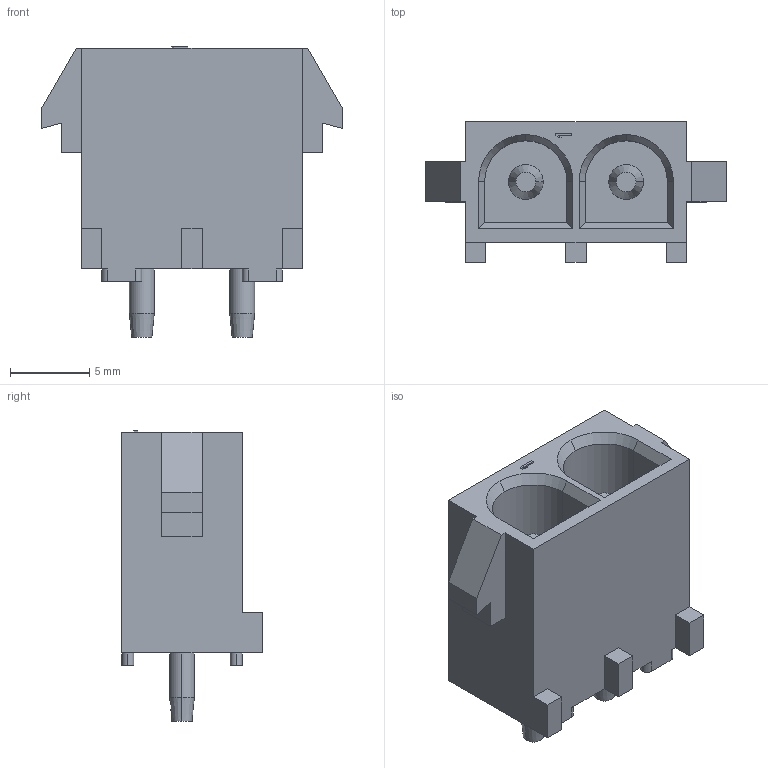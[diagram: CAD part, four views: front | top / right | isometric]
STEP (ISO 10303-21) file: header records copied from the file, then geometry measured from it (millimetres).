
FILE_DESCRIPTION(('STEP AP242'),'1');
FILE_NAME('350786-1.stp','2022-07-20T07:19:21',('TraceParts'),('TraceParts S.A.'),'Spatial InterOp 3D',' ',' ');
FILE_SCHEMA(('AP242_MANAGED_MODEL_BASED_3D_ENGINEERING_MIM_LF {1 0 10303 442 1 1 4}'));
Length unit declared in the file: millimetre
Products named in the file (1): 350786-1
Bounding box: 19.05 x 8.89 x 18.38 mm (x, y, z)
Volume: 1104 mm3; surface area: 1451.3 mm2
Topology: 1 solids, 1 shells, 114 faces, 287 edges, 182 vertices
Faces by surface type: plane 64, cylinder 30, cone 12, torus 4, bspline 4
Entity records: 3500 total; most frequent: CARTESIAN_POINT 692, DIRECTION 595, ORIENTED_EDGE 574, EDGE_CURVE 287, LINE 201, VECTOR 201, AXIS2_PLACEMENT_3D 197, VERTEX_POINT 182
